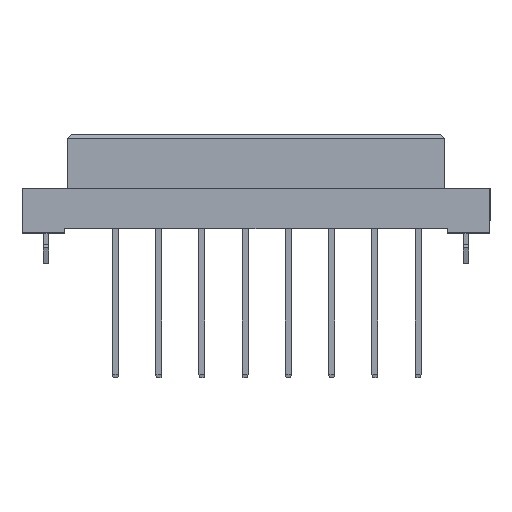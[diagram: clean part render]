
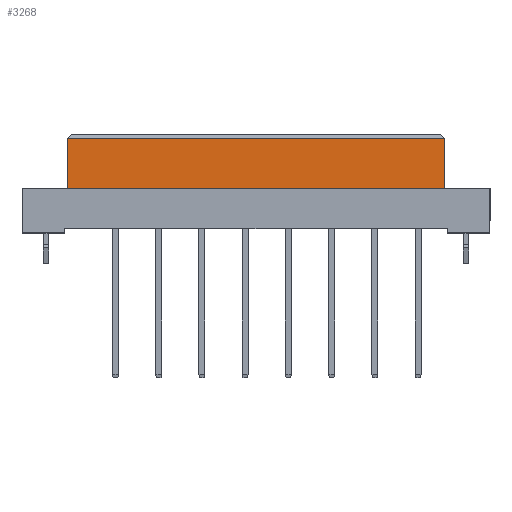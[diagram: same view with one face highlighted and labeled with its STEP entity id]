
A CAD part, top view. The second image highlights one B-rep face of the part: STEP entity #3268.
In plain terms, the highlighted planar face has unit normal (0, 0, 1).
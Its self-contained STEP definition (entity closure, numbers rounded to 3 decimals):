
#665 = DIRECTION ( 'NONE',  ( -1., 0., 0. ) ) ;
#724 = EDGE_CURVE ( 'NONE', #11421, #2378, #19257, .T. ) ;
#1126 = DIRECTION ( 'NONE',  ( 0., 1., 0. ) ) ;
#1227 = CARTESIAN_POINT ( 'NONE',  ( 22.2, -6.4, 4.25 ) ) ;
#2192 = ORIENTED_EDGE ( 'NONE', *, *, #3299, .T. ) ;
#2378 = VERTEX_POINT ( 'NONE', #12675 ) ;
#2695 = PLANE ( 'NONE',  #3607 ) ;
#3268 = ADVANCED_FACE ( 'NONE', ( #7326 ), #2695, .T. ) ;
#3299 = EDGE_CURVE ( 'NONE', #2378, #19104, #15465, .T. ) ;
#3607 = AXIS2_PLACEMENT_3D ( 'NONE', #9240, #5708, #9030 ) ;
#4102 = LINE ( 'NONE', #10315, #10862 ) ;
#5012 = VECTOR ( 'NONE', #1126, 1000. ) ;
#5708 = DIRECTION ( 'NONE',  ( 0., 0., 1. ) ) ;
#6169 = LINE ( 'NONE', #6276, #5012 ) ;
#6276 = CARTESIAN_POINT ( 'NONE',  ( -22.2, -6.4, 4.25 ) ) ;
#7222 = ORIENTED_EDGE ( 'NONE', *, *, #9610, .F. ) ;
#7326 = FACE_OUTER_BOUND ( 'NONE', #20398, .T. ) ;
#8666 = VECTOR ( 'NONE', #19471, 1000. ) ;
#9030 = DIRECTION ( 'NONE',  ( 1., 0., 0. ) ) ;
#9240 = CARTESIAN_POINT ( 'NONE',  ( 22.2, -6.4, 4.25 ) ) ;
#9610 = EDGE_CURVE ( 'NONE', #11421, #20821, #6169, .T. ) ;
#10315 = CARTESIAN_POINT ( 'NONE',  ( -22.2, -0.5, 4.25 ) ) ;
#10817 = VECTOR ( 'NONE', #18799, 1000. ) ;
#10862 = VECTOR ( 'NONE', #665, 1000. ) ;
#11067 = EDGE_CURVE ( 'NONE', #19104, #20821, #4102, .T. ) ;
#11421 = VERTEX_POINT ( 'NONE', #20939 ) ;
#12675 = CARTESIAN_POINT ( 'NONE',  ( 22.2, -6.4, 4.25 ) ) ;
#13675 = ORIENTED_EDGE ( 'NONE', *, *, #11067, .T. ) ;
#15465 = LINE ( 'NONE', #19227, #10817 ) ;
#18664 = CARTESIAN_POINT ( 'NONE',  ( -22.2, -0.5, 4.25 ) ) ;
#18799 = DIRECTION ( 'NONE',  ( 0., 1., 0. ) ) ;
#19104 = VERTEX_POINT ( 'NONE', #19959 ) ;
#19227 = CARTESIAN_POINT ( 'NONE',  ( 22.2, -6.4, 4.25 ) ) ;
#19257 = LINE ( 'NONE', #1227, #8666 ) ;
#19314 = ORIENTED_EDGE ( 'NONE', *, *, #724, .T. ) ;
#19471 = DIRECTION ( 'NONE',  ( 1., 0., 0. ) ) ;
#19959 = CARTESIAN_POINT ( 'NONE',  ( 22.2, -0.5, 4.25 ) ) ;
#20398 = EDGE_LOOP ( 'NONE', ( #2192, #13675, #7222, #19314 ) ) ;
#20821 = VERTEX_POINT ( 'NONE', #18664 ) ;
#20939 = CARTESIAN_POINT ( 'NONE',  ( -22.2, -6.4, 4.25 ) ) ;
